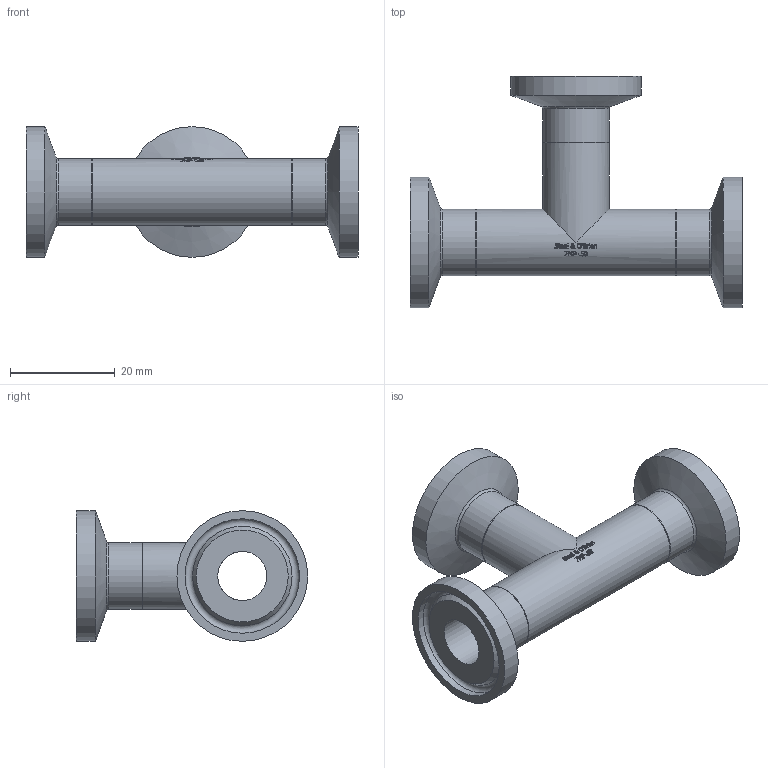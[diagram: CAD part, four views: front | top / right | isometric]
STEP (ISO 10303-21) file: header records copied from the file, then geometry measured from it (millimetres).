
FILE_DESCRIPTION(/* description */ (''),/* implementation_level */ '2;1');
FILE_NAME(/* name */ '7MP-.50.stp',/* time_stamp */ '2019-02-01T14:17:23-05:00',/* author */ ('rick'),/* organization */ (''),/* preprocessor_version */ 'ST-DEVELOPER v15.2',/* originating_system */ 'Autodesk Inventor 2014',/* authorisation */ '');
FILE_SCHEMA (('AUTOMOTIVE_DESIGN { 1 0 10303 214 3 1 1 }'));
Length unit declared in the file: inch
Products named in the file (1): 7MP-.50
Bounding box: 63.5 x 44.25 x 24.99 mm (x, y, z)
Volume: 8977.2 mm3; surface area: 9150.3 mm2
Topology: 1 solids, 1 shells, 352 faces, 912 edges, 602 vertices
Faces by surface type: bspline 152, plane 135, cylinder 47, torus 12, cone 6
Full cylindrical faces by diameter (mm): 9.398 x5, 12.7 x5, 21.895 x3, 24.994 x3
Entity records: 13392 total; most frequent: CARTESIAN_POINT 5697, ORIENTED_EDGE 1748, DIRECTION 1149, EDGE_CURVE 874, VERTEX_POINT 599, EDGE_LOOP 431, LINE 393, VECTOR 393
